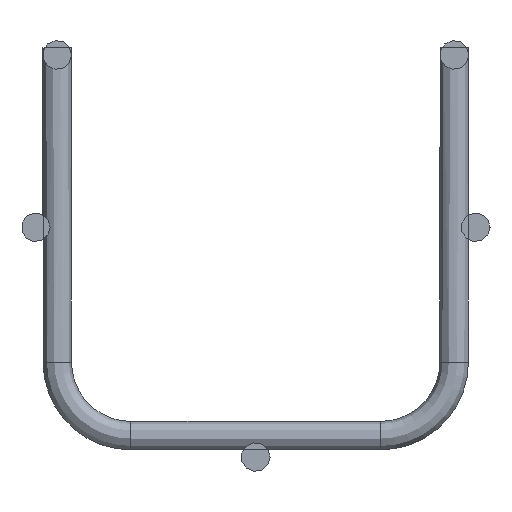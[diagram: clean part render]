
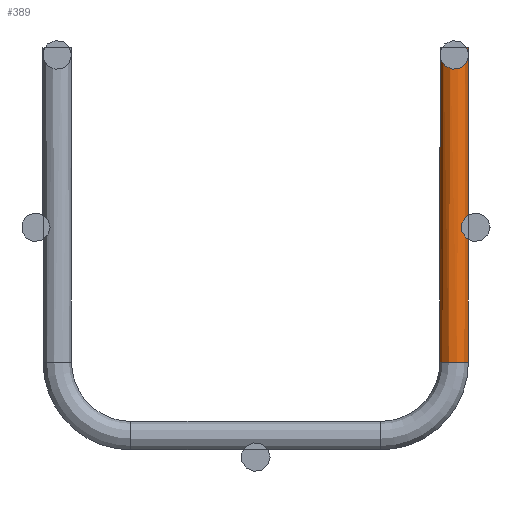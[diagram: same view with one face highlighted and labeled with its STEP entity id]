
A CAD part, left-side view. The second image highlights one B-rep face of the part: STEP entity #389.
In plain terms, the highlighted cylindrical face has radius 1.95 mm (diameter 3.9 mm), a full revolution.
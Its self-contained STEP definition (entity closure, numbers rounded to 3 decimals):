
#165=LINE('',#714,#173);
#173=VECTOR('',#572,1.95);
#181=CYLINDRICAL_SURFACE('',#441,1.95);
#201=FACE_OUTER_BOUND('',#223,.T.);
#223=EDGE_LOOP('',(#351,#352,#353,#354,#355));
#245=CIRCLE('',#439,1.95);
#246=CIRCLE('',#440,1.95);
#247=CIRCLE('',#442,1.95);
#265=VERTEX_POINT('',#707);
#266=VERTEX_POINT('',#709);
#267=VERTEX_POINT('',#713);
#294=EDGE_CURVE('',#265,#266,#245,.T.);
#295=EDGE_CURVE('',#266,#265,#246,.T.);
#296=EDGE_CURVE('',#266,#267,#165,.T.);
#297=EDGE_CURVE('',#267,#267,#247,.T.);
#351=ORIENTED_EDGE('',*,*,#295,.F.);
#352=ORIENTED_EDGE('',*,*,#296,.T.);
#353=ORIENTED_EDGE('',*,*,#297,.F.);
#354=ORIENTED_EDGE('',*,*,#296,.F.);
#355=ORIENTED_EDGE('',*,*,#294,.F.);
#389=ADVANCED_FACE('',(#201),#181,.T.);
#439=AXIS2_PLACEMENT_3D('',#710,#566,#567);
#440=AXIS2_PLACEMENT_3D('',#711,#568,#569);
#441=AXIS2_PLACEMENT_3D('',#712,#570,#571);
#442=AXIS2_PLACEMENT_3D('',#715,#573,#574);
#566=DIRECTION('center_axis',(0.,0.,-1.));
#567=DIRECTION('ref_axis',(-1.,0.,0.));
#568=DIRECTION('center_axis',(0.,0.,-1.));
#569=DIRECTION('ref_axis',(-1.,0.,0.));
#570=DIRECTION('center_axis',(0.,0.,-1.));
#571=DIRECTION('ref_axis',(-1.,0.,0.));
#572=DIRECTION('',(0.,0.,1.));
#573=DIRECTION('center_axis',(0.,0.,1.));
#574=DIRECTION('ref_axis',(-1.,0.,0.));
#707=CARTESIAN_POINT('',(0.,-25.,-15.375));
#709=CARTESIAN_POINT('',(1.95,-26.95,-15.375));
#710=CARTESIAN_POINT('Origin',(0.,-26.95,-15.375));
#711=CARTESIAN_POINT('Origin',(0.,-26.95,-15.375));
#712=CARTESIAN_POINT('Origin',(0.,-26.95,27.325));
#713=CARTESIAN_POINT('',(1.95,-26.95,27.325));
#714=CARTESIAN_POINT('',(1.95,-26.95,27.325));
#715=CARTESIAN_POINT('Origin',(0.,-26.95,27.325));
